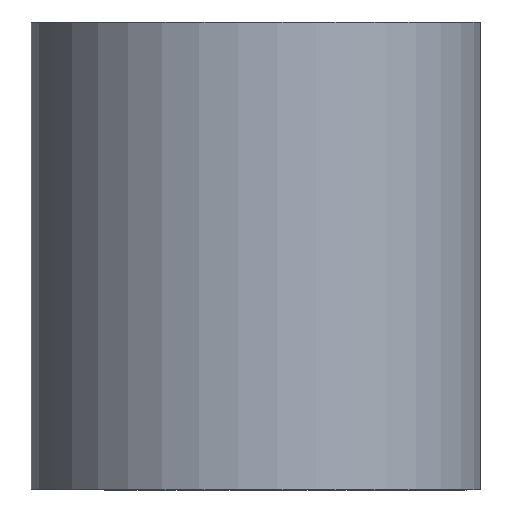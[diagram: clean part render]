
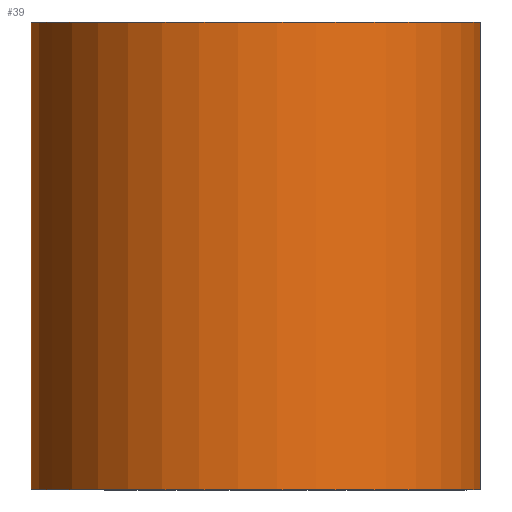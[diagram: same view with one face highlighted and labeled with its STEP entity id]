
A CAD part, front view. The second image highlights one B-rep face of the part: STEP entity #39.
In plain terms, the highlighted cylindrical face has radius 2.649 mm (diameter 5.297 mm), a full revolution.
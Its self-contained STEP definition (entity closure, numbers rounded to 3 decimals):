
#17=FACE_OUTER_BOUND('',#20,.T.);
#20=EDGE_LOOP('',(#32,#33,#34,#35));
#23=LINE('',#85,#24);
#24=VECTOR('',#73,2.649);
#25=CIRCLE('',#63,2.649);
#26=CIRCLE('',#64,2.649);
#27=VERTEX_POINT('',#82);
#28=VERTEX_POINT('',#84);
#29=EDGE_CURVE('',#27,#27,#25,.T.);
#30=EDGE_CURVE('',#27,#28,#23,.T.);
#31=EDGE_CURVE('',#28,#28,#26,.T.);
#32=ORIENTED_EDGE('',*,*,#29,.F.);
#33=ORIENTED_EDGE('',*,*,#30,.T.);
#34=ORIENTED_EDGE('',*,*,#31,.T.);
#35=ORIENTED_EDGE('',*,*,#30,.F.);
#38=CYLINDRICAL_SURFACE('',#62,2.649);
#39=ADVANCED_FACE('',(#17),#38,.T.);
#62=AXIS2_PLACEMENT_3D('',#81,#69,#70);
#63=AXIS2_PLACEMENT_3D('',#83,#71,#72);
#64=AXIS2_PLACEMENT_3D('',#86,#74,#75);
#69=DIRECTION('center_axis',(0.,0.,
1.));
#70=DIRECTION('ref_axis',(-0.418,-0.909,0.));
#71=DIRECTION('center_axis',(0.,0.,
1.));
#72=DIRECTION('ref_axis',(-0.418,-0.909,0.));
#73=DIRECTION('',(0.,0.,-1.));
#74=DIRECTION('center_axis',(0.,0.,
1.));
#75=DIRECTION('ref_axis',(-0.418,-0.909,0.));
#81=CARTESIAN_POINT('Origin',(5.308,-2.158,0.));
#82=CARTESIAN_POINT('',(6.414,0.248,5.5));
#83=CARTESIAN_POINT('Origin',(5.308,-2.158,5.5));
#84=CARTESIAN_POINT('',(6.414,0.248,0.));
#85=CARTESIAN_POINT('',(6.414,0.248,0.));
#86=CARTESIAN_POINT('Origin',(5.308,-2.158,0.));
